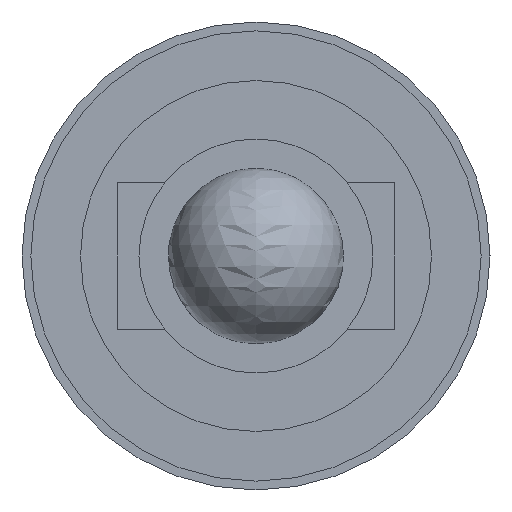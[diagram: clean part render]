
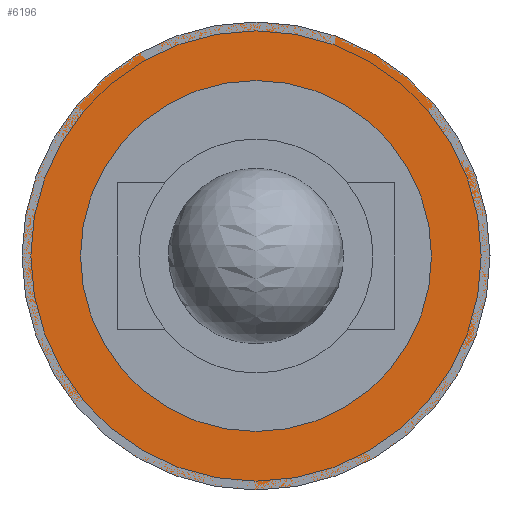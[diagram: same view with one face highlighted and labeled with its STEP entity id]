
A CAD part, left-side view. The second image highlights one B-rep face of the part: STEP entity #6196.
In plain terms, the highlighted planar face has unit normal (-1, 0, 0).
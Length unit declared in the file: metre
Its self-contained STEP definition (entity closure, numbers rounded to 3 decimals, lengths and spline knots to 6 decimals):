
#6127 = CYLINDRICAL_SURFACE('',#6128,600.);
#6128 = AXIS2_PLACEMENT_3D('',#6129,#6130,#6131);
#6129 = CARTESIAN_POINT('',(650.,0.,0.));
#6130 = DIRECTION('',(1.,0.,0.));
#6131 = DIRECTION('',(0.,0.,-1.));
#6145 = EDGE_CURVE('',#6146,#6146,#6148,.T.);
#6146 = VERTEX_POINT('',#6147);
#6147 = CARTESIAN_POINT('',(2050.,0.,-600.));
#6148 = SURFACE_CURVE('',#6149,(#6154,#6161),.PCURVE_S1.);
#6149 = CIRCLE('',#6150,600.);
#6150 = AXIS2_PLACEMENT_3D('',#6151,#6152,#6153);
#6151 = CARTESIAN_POINT('',(2050.,0.,0.));
#6152 = DIRECTION('',(1.,0.,0.));
#6153 = DIRECTION('',(0.,0.,-1.));
#6154 = PCURVE('',#6127,#6155);
#6155 = DEFINITIONAL_REPRESENTATION('',(#6156),#6160);
#6156 = LINE('',#6157,#6158);
#6157 = CARTESIAN_POINT('',(0.,1400.));
#6158 = VECTOR('',#6159,1.);
#6159 = DIRECTION('',(1.,0.));
#6160 = ( GEOMETRIC_REPRESENTATION_CONTEXT(2) 
PARAMETRIC_REPRESENTATION_CONTEXT() REPRESENTATION_CONTEXT('2D SPACE',''
  ) );
#6161 = PCURVE('',#6162,#6167);
#6162 = PLANE('',#6163);
#6163 = AXIS2_PLACEMENT_3D('',#6164,#6165,#6166);
#6164 = CARTESIAN_POINT('',(2050.,0.,0.));
#6165 = DIRECTION('',(1.,0.,0.));
#6166 = DIRECTION('',(0.,0.,-1.));
#6167 = DEFINITIONAL_REPRESENTATION('',(#6168),#6172);
#6168 = CIRCLE('',#6169,600.);
#6169 = AXIS2_PLACEMENT_2D('',#6170,#6171);
#6170 = CARTESIAN_POINT('',(0.,0.));
#6171 = DIRECTION('',(1.,0.));
#6172 = ( GEOMETRIC_REPRESENTATION_CONTEXT(2) 
PARAMETRIC_REPRESENTATION_CONTEXT() REPRESENTATION_CONTEXT('2D SPACE',''
  ) );
#6196 = ADVANCED_FACE('',(#6197,#6228),#6162,.F.);
#6197 = FACE_BOUND('',#6198,.F.);
#6198 = EDGE_LOOP('',(#6199));
#6199 = ORIENTED_EDGE('',*,*,#6200,.T.);
#6200 = EDGE_CURVE('',#6201,#6201,#6203,.T.);
#6201 = VERTEX_POINT('',#6202);
#6202 = CARTESIAN_POINT('',(2050.,0.,-800.));
#6203 = SURFACE_CURVE('',#6204,(#6209,#6216),.PCURVE_S1.);
#6204 = CIRCLE('',#6205,800.);
#6205 = AXIS2_PLACEMENT_3D('',#6206,#6207,#6208);
#6206 = CARTESIAN_POINT('',(2050.,0.,0.));
#6207 = DIRECTION('',(1.,0.,0.));
#6208 = DIRECTION('',(0.,0.,-1.));
#6209 = PCURVE('',#6162,#6210);
#6210 = DEFINITIONAL_REPRESENTATION('',(#6211),#6215);
#6211 = CIRCLE('',#6212,800.);
#6212 = AXIS2_PLACEMENT_2D('',#6213,#6214);
#6213 = CARTESIAN_POINT('',(0.,0.));
#6214 = DIRECTION('',(1.,0.));
#6215 = ( GEOMETRIC_REPRESENTATION_CONTEXT(2) 
PARAMETRIC_REPRESENTATION_CONTEXT() REPRESENTATION_CONTEXT('2D SPACE',''
  ) );
#6216 = PCURVE('',#6217,#6222);
#6217 = CYLINDRICAL_SURFACE('',#6218,800.);
#6218 = AXIS2_PLACEMENT_3D('',#6219,#6220,#6221);
#6219 = CARTESIAN_POINT('',(2050.,0.,0.));
#6220 = DIRECTION('',(1.,0.,0.));
#6221 = DIRECTION('',(0.,0.,-1.));
#6222 = DEFINITIONAL_REPRESENTATION('',(#6223),#6227);
#6223 = LINE('',#6224,#6225);
#6224 = CARTESIAN_POINT('',(0.,0.));
#6225 = VECTOR('',#6226,1.);
#6226 = DIRECTION('',(1.,0.));
#6227 = ( GEOMETRIC_REPRESENTATION_CONTEXT(2) 
PARAMETRIC_REPRESENTATION_CONTEXT() REPRESENTATION_CONTEXT('2D SPACE',''
  ) );
#6228 = FACE_BOUND('',#6229,.F.);
#6229 = EDGE_LOOP('',(#6230));
#6230 = ORIENTED_EDGE('',*,*,#6145,.F.);
